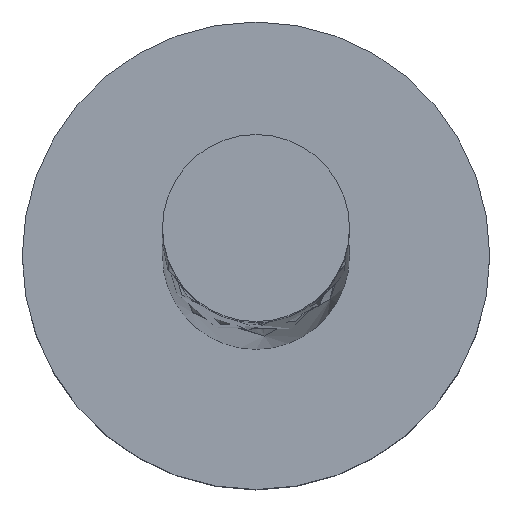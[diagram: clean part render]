
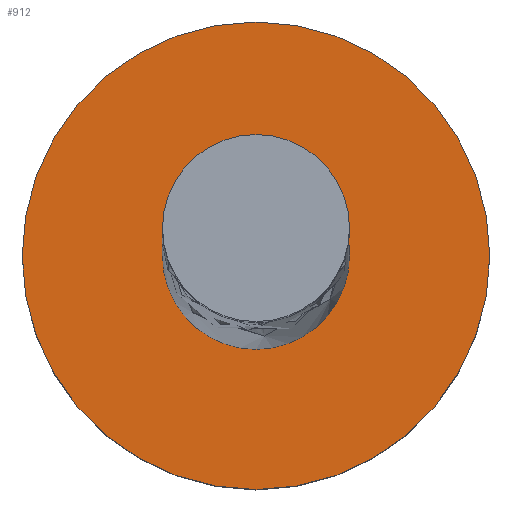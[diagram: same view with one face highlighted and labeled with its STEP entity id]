
A CAD part, top view. The second image highlights one B-rep face of the part: STEP entity #912.
In plain terms, the highlighted planar face has unit normal (0, 0, 1).
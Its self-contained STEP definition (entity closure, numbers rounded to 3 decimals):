
#60 = FACE_BOUND ( 'NONE', #709, .T. ) ;
#63 = CIRCLE ( 'NONE', #608, 2. ) ;
#68 = AXIS2_PLACEMENT_3D ( 'NONE', #1155, #700, #812 ) ;
#93 = CARTESIAN_POINT ( 'NONE',  ( 2., 0., 2. ) ) ;
#112 = EDGE_CURVE ( 'NONE', #339, #435, #1332, .T. ) ;
#196 = CARTESIAN_POINT ( 'NONE',  ( 0., 0., 2. ) ) ;
#302 = ORIENTED_EDGE ( 'NONE', *, *, #1403, .T. ) ;
#329 = CIRCLE ( 'NONE', #452, 0.8 ) ;
#339 = VERTEX_POINT ( 'NONE', #1060 ) ;
#353 = VERTEX_POINT ( 'NONE', #93 ) ;
#361 = DIRECTION ( 'NONE',  ( 1., 0., 0. ) ) ;
#364 = DIRECTION ( 'NONE',  ( 0., 0., 1. ) ) ;
#435 = VERTEX_POINT ( 'NONE', #1448 ) ;
#452 = AXIS2_PLACEMENT_3D ( 'NONE', #1071, #364, #741 ) ;
#499 = AXIS2_PLACEMENT_3D ( 'NONE', #196, #765, #520 ) ;
#520 = DIRECTION ( 'NONE',  ( 1., 0., 0. ) ) ;
#524 = PLANE ( 'NONE',  #1388 ) ;
#546 = ORIENTED_EDGE ( 'NONE', *, *, #112, .F. ) ;
#576 = EDGE_CURVE ( 'NONE', #353, #1377, #63, .T. ) ;
#608 = AXIS2_PLACEMENT_3D ( 'NONE', #620, #1455, #361 ) ;
#620 = CARTESIAN_POINT ( 'NONE',  ( 0., 0., 2. ) ) ;
#665 = ORIENTED_EDGE ( 'NONE', *, *, #1300, .F. ) ;
#700 = DIRECTION ( 'NONE',  ( 0., 0., 1. ) ) ;
#709 = EDGE_LOOP ( 'NONE', ( #665, #546 ) ) ;
#741 = DIRECTION ( 'NONE',  ( 1., 0., 0. ) ) ;
#748 = CARTESIAN_POINT ( 'NONE',  ( -2., 0., 2. ) ) ;
#765 = DIRECTION ( 'NONE',  ( 0., 0., 1. ) ) ;
#812 = DIRECTION ( 'NONE',  ( 1., 0., 0. ) ) ;
#912 = ADVANCED_FACE ( 'NONE', ( #60, #996 ), #524, .T. ) ;
#989 = DIRECTION ( 'NONE',  ( 1., 0., 0. ) ) ;
#996 = FACE_OUTER_BOUND ( 'NONE', #1542, .T. ) ;
#1041 = CIRCLE ( 'NONE', #499, 2. ) ;
#1060 = CARTESIAN_POINT ( 'NONE',  ( 0.8, 0., 2. ) ) ;
#1071 = CARTESIAN_POINT ( 'NONE',  ( 0., 0., 2. ) ) ;
#1149 = ORIENTED_EDGE ( 'NONE', *, *, #576, .T. ) ;
#1155 = CARTESIAN_POINT ( 'NONE',  ( 0., 0., 2. ) ) ;
#1244 = DIRECTION ( 'NONE',  ( 0., 0., 1. ) ) ;
#1300 = EDGE_CURVE ( 'NONE', #435, #339, #329, .T. ) ;
#1332 = CIRCLE ( 'NONE', #68, 0.8 ) ;
#1377 = VERTEX_POINT ( 'NONE', #748 ) ;
#1388 = AXIS2_PLACEMENT_3D ( 'NONE', #1488, #1244, #989 ) ;
#1403 = EDGE_CURVE ( 'NONE', #1377, #353, #1041, .T. ) ;
#1448 = CARTESIAN_POINT ( 'NONE',  ( -0.8, 0., 2. ) ) ;
#1455 = DIRECTION ( 'NONE',  ( 0., 0., 1. ) ) ;
#1488 = CARTESIAN_POINT ( 'NONE',  ( 0., 0., 2. ) ) ;
#1542 = EDGE_LOOP ( 'NONE', ( #302, #1149 ) ) ;
